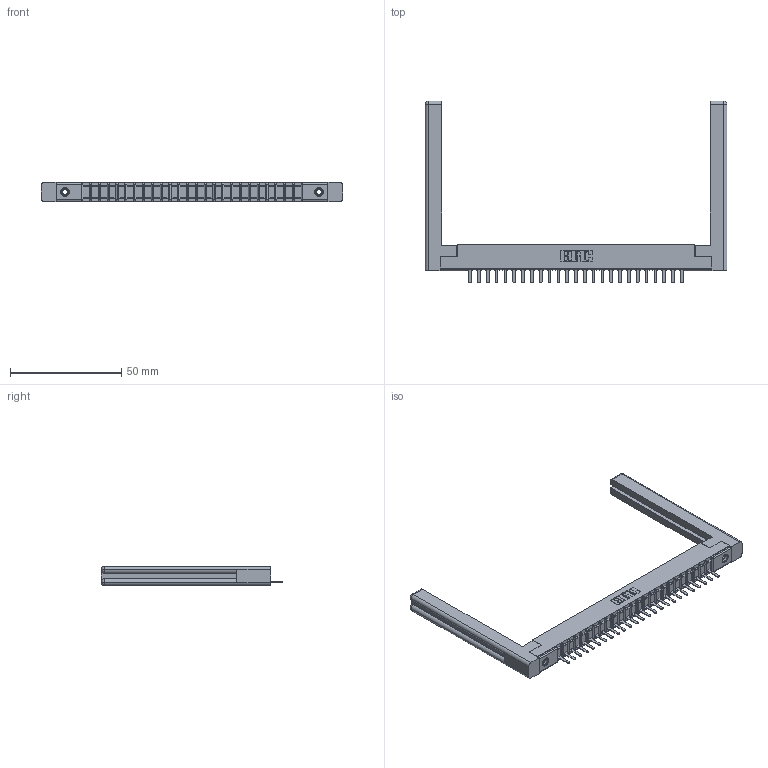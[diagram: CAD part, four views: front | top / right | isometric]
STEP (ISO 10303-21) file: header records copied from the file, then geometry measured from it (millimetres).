
FILE_DESCRIPTION (( 'STEP AP203' ), '1' );
FILE_NAME ('307-025-421-158.STEP', '2020-09-27T13:48:28', ( '' ), ( '' ), 'SwSTEP 2.0', 'SolidWorks 2020', '' );
FILE_SCHEMA (( 'CONFIG_CONTROL_DESIGN' ));
Length unit declared in the file: inch
Products named in the file (5): 307-290-002_521; 307 Part_.156 Dia Mounting Holes; 307-025-421-158; 345-250-001_345-250-001-102; 307-220-058
Assembly tree (30 placements, depth 2):
  307-025-421-158
    307 Part_.156 Dia Mounting Holes
    307-290-002_521  x25
    307-220-058  x2
    345-250-001_345-250-001-102  x2
Bounding box: 135.69 x 81.74 x 8.71 mm (x, y, z)
Volume: 16639.2 mm3; surface area: 21504.4 mm2
Topology: 30 solids, 30 shells, 2136 faces, 6477 edges, 4234 vertices
Faces by surface type: plane 1279, cylinder 781, sphere 52, torus 12, cone 12
Entity records: 26879 total; most frequent: CARTESIAN_POINT 4539, ORIENTED_EDGE 4468, DIRECTION 4378, EDGE_CURVE 2234, LINE 1700, VECTOR 1700, VERTEX_POINT 1446, AXIS2_PLACEMENT_3D 1339
